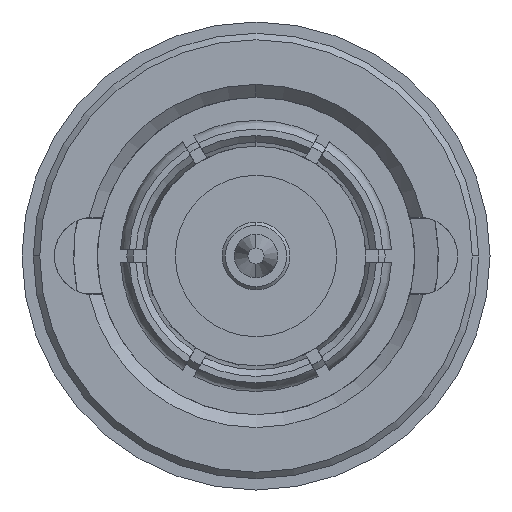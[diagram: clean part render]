
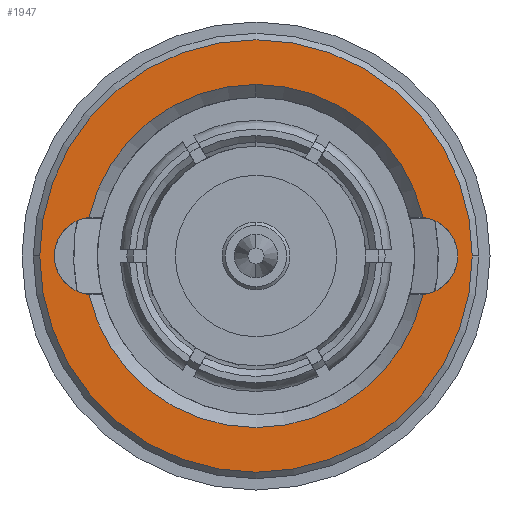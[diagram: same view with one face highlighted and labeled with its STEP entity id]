
A CAD part, left-side view. The second image highlights one B-rep face of the part: STEP entity #1947.
In plain terms, the highlighted planar face has unit normal (-1, 0, 0).
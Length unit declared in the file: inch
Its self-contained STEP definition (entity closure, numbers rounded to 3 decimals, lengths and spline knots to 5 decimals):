
#83 = CARTESIAN_POINT ( 'NONE',  ( 0., 0.20391, 0.04697 ) ) ;
#173 = VERTEX_POINT ( 'NONE', #2032 ) ;
#292 = PLANE ( 'NONE',  #3142 ) ;
#406 = EDGE_LOOP ( 'NONE', ( #709, #2443 ) ) ;
#428 = CARTESIAN_POINT ( 'NONE',  ( 0., -0.19882, 0. ) ) ;
#464 = DIRECTION ( 'NONE',  ( 0., 1., 0. ) ) ;
#636 = CIRCLE ( 'NONE', #1180, 0.26378 ) ;
#692 = VERTEX_POINT ( 'NONE', #83 ) ;
#705 = CIRCLE ( 'NONE', #4056, 0.20925 ) ;
#709 = ORIENTED_EDGE ( 'NONE', *, *, #2002, .F. ) ;
#843 = EDGE_CURVE ( 'NONE', #3974, #2247, #2710, .T. ) ;
#1161 = EDGE_CURVE ( 'NONE', #2246, #173, #2309, .T. ) ;
#1180 = AXIS2_PLACEMENT_3D ( 'NONE', #3750, #2606, #464 ) ;
#1234 = DIRECTION ( 'NONE',  ( 1., 0., 0. ) ) ;
#1361 = DIRECTION ( 'NONE',  ( -1., 0., 0. ) ) ;
#1372 = DIRECTION ( 'NONE',  ( 1., 0., 0. ) ) ;
#1457 = VERTEX_POINT ( 'NONE', #2675 ) ;
#1485 = DIRECTION ( 'NONE',  ( 0., 0., 1. ) ) ;
#1530 = ORIENTED_EDGE ( 'NONE', *, *, #1161, .T. ) ;
#1536 = ORIENTED_EDGE ( 'NONE', *, *, #3995, .T. ) ;
#1565 = CARTESIAN_POINT ( 'NONE',  ( 0., 0., 0. ) ) ;
#1581 = CARTESIAN_POINT ( 'NONE',  ( 0., 0.26378, 0. ) ) ;
#1589 = CARTESIAN_POINT ( 'NONE',  ( 0., 0., 0. ) ) ;
#1604 = EDGE_CURVE ( 'NONE', #1457, #2668, #3222, .T. ) ;
#1781 = CARTESIAN_POINT ( 'NONE',  ( 0., -0.20391, -0.04697 ) ) ;
#1834 = AXIS2_PLACEMENT_3D ( 'NONE', #1589, #1932, #3093 ) ;
#1883 = ORIENTED_EDGE ( 'NONE', *, *, #4155, .T. ) ;
#1932 = DIRECTION ( 'NONE',  ( 1., 0., 0. ) ) ;
#1947 = ADVANCED_FACE ( 'NONE', ( #2101, #3632 ), #292, .F. ) ;
#1990 = CARTESIAN_POINT ( 'NONE',  ( 0., 0.19882, 0. ) ) ;
#2002 = EDGE_CURVE ( 'NONE', #2247, #3974, #636, .T. ) ;
#2024 = CARTESIAN_POINT ( 'NONE',  ( 0., -0.26378, 0. ) ) ;
#2032 = CARTESIAN_POINT ( 'NONE',  ( 0., -0.20391, 0.04697 ) ) ;
#2045 = DIRECTION ( 'NONE',  ( 0., 1., 0. ) ) ;
#2101 = FACE_BOUND ( 'NONE', #4733, .T. ) ;
#2246 = VERTEX_POINT ( 'NONE', #2744 ) ;
#2247 = VERTEX_POINT ( 'NONE', #1581 ) ;
#2309 = CIRCLE ( 'NONE', #1834, 0.20925 ) ;
#2343 = CIRCLE ( 'NONE', #4759, 0.04724 ) ;
#2443 = ORIENTED_EDGE ( 'NONE', *, *, #843, .F. ) ;
#2487 = DIRECTION ( 'NONE',  ( 0., 0., 1. ) ) ;
#2583 = EDGE_CURVE ( 'NONE', #1457, #692, #2866, .T. ) ;
#2606 = DIRECTION ( 'NONE',  ( 1., 0., 0. ) ) ;
#2668 = VERTEX_POINT ( 'NONE', #1781 ) ;
#2675 = CARTESIAN_POINT ( 'NONE',  ( 0., 0.20391, -0.04697 ) ) ;
#2710 = CIRCLE ( 'NONE', #3946, 0.26378 ) ;
#2744 = CARTESIAN_POINT ( 'NONE',  ( 0., 0., 0.20925 ) ) ;
#2866 = CIRCLE ( 'NONE', #3258, 0.04724 ) ;
#2878 = CARTESIAN_POINT ( 'NONE',  ( 0., 0., 0. ) ) ;
#3093 = DIRECTION ( 'NONE',  ( 0., 0., 1. ) ) ;
#3142 = AXIS2_PLACEMENT_3D ( 'NONE', #3267, #3315, #3291 ) ;
#3146 = DIRECTION ( 'NONE',  ( 0., 0., 1. ) ) ;
#3148 = AXIS2_PLACEMENT_3D ( 'NONE', #2878, #1361, #2487 ) ;
#3174 = DIRECTION ( 'NONE',  ( 1., 0., 0. ) ) ;
#3222 = CIRCLE ( 'NONE', #3148, 0.20925 ) ;
#3258 = AXIS2_PLACEMENT_3D ( 'NONE', #1990, #3174, #3942 ) ;
#3267 = CARTESIAN_POINT ( 'NONE',  ( 0., 0., 0. ) ) ;
#3291 = DIRECTION ( 'NONE',  ( 0., 0., -1. ) ) ;
#3315 = DIRECTION ( 'NONE',  ( 1., 0., 0. ) ) ;
#3330 = DIRECTION ( 'NONE',  ( 1., 0., 0. ) ) ;
#3469 = ORIENTED_EDGE ( 'NONE', *, *, #2583, .T. ) ;
#3606 = ORIENTED_EDGE ( 'NONE', *, *, #1604, .F. ) ;
#3632 = FACE_OUTER_BOUND ( 'NONE', #406, .T. ) ;
#3750 = CARTESIAN_POINT ( 'NONE',  ( 0., 0., 0. ) ) ;
#3920 = CARTESIAN_POINT ( 'NONE',  ( 0., 0., 0. ) ) ;
#3942 = DIRECTION ( 'NONE',  ( 0., 0., 1. ) ) ;
#3946 = AXIS2_PLACEMENT_3D ( 'NONE', #3920, #1372, #2045 ) ;
#3974 = VERTEX_POINT ( 'NONE', #2024 ) ;
#3995 = EDGE_CURVE ( 'NONE', #692, #2246, #705, .T. ) ;
#4056 = AXIS2_PLACEMENT_3D ( 'NONE', #1565, #1234, #3146 ) ;
#4155 = EDGE_CURVE ( 'NONE', #173, #2668, #2343, .T. ) ;
#4733 = EDGE_LOOP ( 'NONE', ( #3469, #1536, #1530, #1883, #3606 ) ) ;
#4759 = AXIS2_PLACEMENT_3D ( 'NONE', #428, #3330, #1485 ) ;
